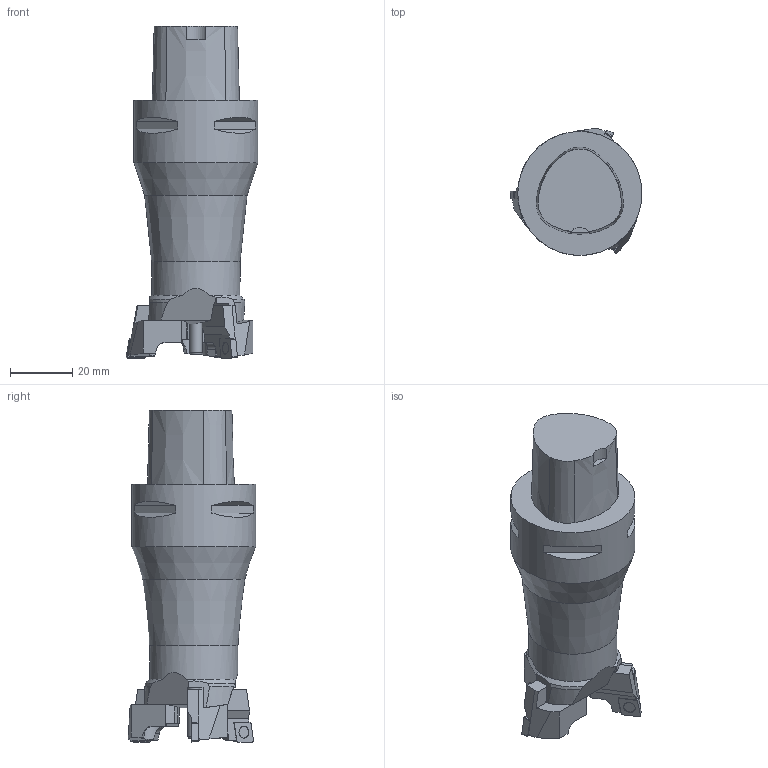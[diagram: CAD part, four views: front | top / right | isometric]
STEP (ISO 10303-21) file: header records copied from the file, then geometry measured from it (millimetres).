
FILE_DESCRIPTION(/* description */ (''),/* implementation_level */ '2;1');
FILE_NAME(/* name */ '1566308207990.stp',/* time_stamp */ '2019-08-20T15:36:54+02:00',/* author */ (''),/* organization */ ('SMS'),/* preprocessor_version */ 'ST-DEVELOPER v16.7',/* originating_system */ 'SIEMENS PLM Software NX 12.0',/* authorisation */ '');
FILE_SCHEMA (('AUTOMOTIVE_DESIGN { 1 0 10303 214 3 1 1 1 }'));
Length unit declared in the file: millimetre
Products named in the file (7): IsoTurningInsert; ASSEMBLY_CONSTRUCTION; 201011648mod000_00; 200955278mod000_01; 201011650mod000_01; 201069398mod000_01
Assembly tree (8 placements, depth 3):
  201069398mod000_01
    200955278mod000_01
    201011650mod000_01  x3
      201011648mod000_00
      ASSEMBLY_CONSTRUCTION
      IsoTurningInsert
    ASSEMBLY_CONSTRUCTION
Bounding box: 42.49 x 41.11 x 107 mm (x, y, z)
Volume: 82447.8 mm3; surface area: 16115.4 mm2
Topology: 7 solids, 7 shells, 204 faces, 538 edges, 382 vertices
Faces by surface type: plane 134, cone 33, cylinder 25, torus 12
Full cylindrical faces by diameter (mm): 2.8 x6, 4.008 x1, 28.5 x1, 40 x1
Entity records: 3562 total; most frequent: CARTESIAN_POINT 694, DIRECTION 571, ORIENTED_EDGE 508, EDGE_CURVE 254, AXIS2_PLACEMENT_3D 210, VERTEX_POINT 175, LINE 151, VECTOR 151
